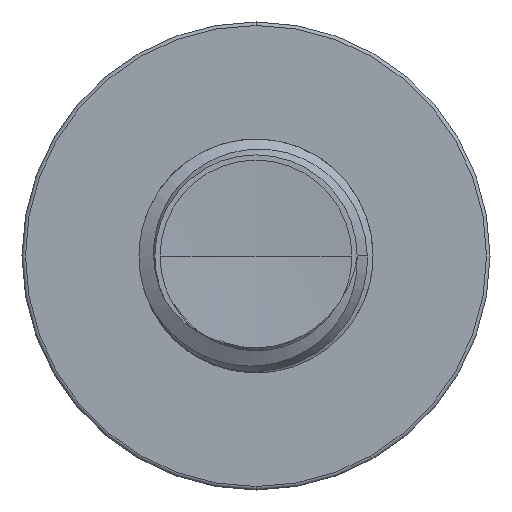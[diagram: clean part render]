
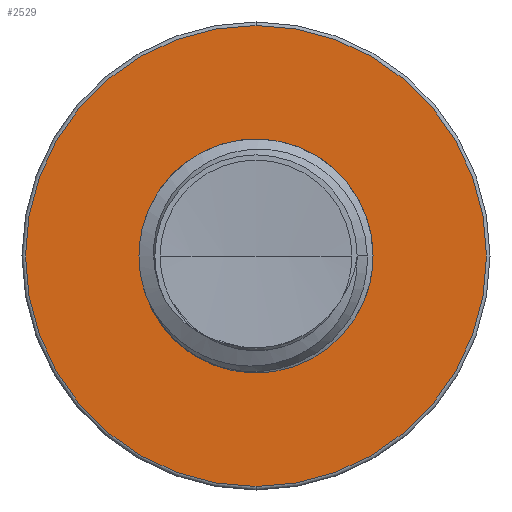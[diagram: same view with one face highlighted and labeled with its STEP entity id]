
A CAD part, front view. The second image highlights one B-rep face of the part: STEP entity #2529.
In plain terms, the highlighted planar face has unit normal (0, -1, 0).
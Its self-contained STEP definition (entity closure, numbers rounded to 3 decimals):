
#540 = DIRECTION ( 'NONE',  ( 0., 0., -1. ) ) ;
#762 = DIRECTION ( 'NONE',  ( 0., -1., 0. ) ) ;
#1345 = AXIS2_PLACEMENT_3D ( 'NONE', #16993, #16975, #16974 ) ;
#2234 = ORIENTED_EDGE ( 'NONE', *, *, #5510, .F. ) ;
#2529 = ADVANCED_FACE ( 'NONE', ( #11881, #4095 ), #2588, .T. ) ;
#2588 = PLANE ( 'NONE',  #16198 ) ;
#2818 = AXIS2_PLACEMENT_3D ( 'NONE', #4841, #14882, #6342 ) ;
#3381 = ORIENTED_EDGE ( 'NONE', *, *, #6451, .T. ) ;
#3450 = EDGE_LOOP ( 'NONE', ( #7265, #3381 ) ) ;
#3890 = DIRECTION ( 'NONE',  ( 0., 0., -1. ) ) ;
#3895 = DIRECTION ( 'NONE',  ( 0., -1., 0. ) ) ;
#3938 = CARTESIAN_POINT ( 'NONE',  ( 0., 5., 0. ) ) ;
#4095 = FACE_BOUND ( 'NONE', #5853, .T. ) ;
#4841 = CARTESIAN_POINT ( 'NONE',  ( 0., 5., 0. ) ) ;
#5189 = VERTEX_POINT ( 'NONE', #13161 ) ;
#5242 = CARTESIAN_POINT ( 'NONE',  ( 0., 5., -1.971 ) ) ;
#5510 = EDGE_CURVE ( 'NONE', #10344, #16138, #17513, .T. ) ;
#5853 = EDGE_LOOP ( 'NONE', ( #2234, #8265 ) ) ;
#6342 = DIRECTION ( 'NONE',  ( 0., 0., -1. ) ) ;
#6451 = EDGE_CURVE ( 'NONE', #5189, #14969, #10275, .T. ) ;
#7157 = CARTESIAN_POINT ( 'NONE',  ( 0., 5., 0. ) ) ;
#7265 = ORIENTED_EDGE ( 'NONE', *, *, #13554, .T. ) ;
#7480 = CIRCLE ( 'NONE', #12397, 3.94 ) ;
#7731 = CARTESIAN_POINT ( 'NONE',  ( 0., 5., 1.971 ) ) ;
#8265 = ORIENTED_EDGE ( 'NONE', *, *, #8552, .F. ) ;
#8552 = EDGE_CURVE ( 'NONE', #16138, #10344, #11161, .T. ) ;
#8634 = DIRECTION ( 'NONE',  ( 0., 0., -1. ) ) ;
#10275 = CIRCLE ( 'NONE', #1345, 3.94 ) ;
#10344 = VERTEX_POINT ( 'NONE', #5242 ) ;
#11161 = CIRCLE ( 'NONE', #2818, 1.971 ) ;
#11881 = FACE_OUTER_BOUND ( 'NONE', #3450, .T. ) ;
#11906 = CARTESIAN_POINT ( 'NONE',  ( 0., 5., 1.971 ) ) ;
#12397 = AXIS2_PLACEMENT_3D ( 'NONE', #7157, #17110, #8634 ) ;
#13161 = CARTESIAN_POINT ( 'NONE',  ( 0., 5., 3.94 ) ) ;
#13554 = EDGE_CURVE ( 'NONE', #14969, #5189, #7480, .T. ) ;
#14882 = DIRECTION ( 'NONE',  ( 0., -1., 0. ) ) ;
#14969 = VERTEX_POINT ( 'NONE', #15237 ) ;
#15237 = CARTESIAN_POINT ( 'NONE',  ( 0., 5., -3.94 ) ) ;
#16138 = VERTEX_POINT ( 'NONE', #11906 ) ;
#16198 = AXIS2_PLACEMENT_3D ( 'NONE', #7731, #762, #540 ) ;
#16663 = AXIS2_PLACEMENT_3D ( 'NONE', #3938, #3895, #3890 ) ;
#16974 = DIRECTION ( 'NONE',  ( 0., 0., -1. ) ) ;
#16975 = DIRECTION ( 'NONE',  ( 0., -1., 0. ) ) ;
#16993 = CARTESIAN_POINT ( 'NONE',  ( 0., 5., 0. ) ) ;
#17110 = DIRECTION ( 'NONE',  ( 0., -1., 0. ) ) ;
#17513 = CIRCLE ( 'NONE', #16663, 1.971 ) ;
